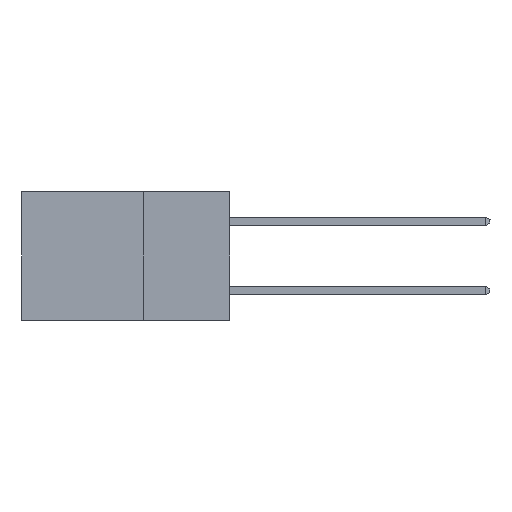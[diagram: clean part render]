
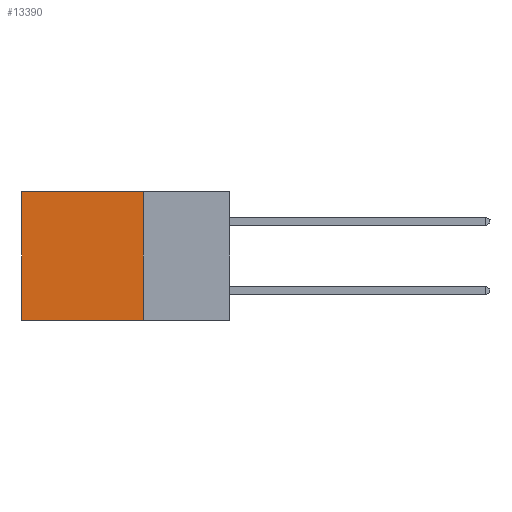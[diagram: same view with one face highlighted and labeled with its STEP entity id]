
A CAD part, left-side view. The second image highlights one B-rep face of the part: STEP entity #13390.
In plain terms, the highlighted planar face has unit normal (-1, 0, 0).
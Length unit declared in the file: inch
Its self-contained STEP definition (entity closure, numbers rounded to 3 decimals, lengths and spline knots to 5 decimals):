
#92 = DIRECTION ( 'NONE',  ( 0., 1., 0. ) ) ;
#2201 = CARTESIAN_POINT ( 'NONE',  ( 0.298, 0.25, 0. ) ) ;
#3896 = DIRECTION ( 'NONE',  ( 0., 1., 0. ) ) ;
#4482 = ORIENTED_EDGE ( 'NONE', *, *, #28419, .F. ) ;
#4622 = EDGE_CURVE ( 'NONE', #27846, #11922, #12520, .T. ) ;
#4646 = CARTESIAN_POINT ( 'NONE',  ( 0.298, 0.25, 0. ) ) ;
#5241 = CARTESIAN_POINT ( 'NONE',  ( 0.298, 0.25, 0. ) ) ;
#6032 = LINE ( 'NONE', #4646, #18252 ) ;
#7524 = LINE ( 'NONE', #17645, #19742 ) ;
#9968 = PLANE ( 'NONE',  #17247 ) ;
#10202 = ORIENTED_EDGE ( 'NONE', *, *, #4622, .T. ) ;
#11434 = DIRECTION ( 'NONE',  ( 0., 0., -1. ) ) ;
#11922 = VERTEX_POINT ( 'NONE', #12955 ) ;
#12520 = LINE ( 'NONE', #28047, #16467 ) ;
#12955 = CARTESIAN_POINT ( 'NONE',  ( 0.298, 0.6, -0.37 ) ) ;
#13390 = ADVANCED_FACE ( 'NONE', ( #14771 ), #9968, .F. ) ;
#14381 = ORIENTED_EDGE ( 'NONE', *, *, #20648, .T. ) ;
#14407 = VERTEX_POINT ( 'NONE', #22507 ) ;
#14616 = DIRECTION ( 'NONE',  ( 0., 0., -1. ) ) ;
#14771 = FACE_OUTER_BOUND ( 'NONE', #21415, .T. ) ;
#16385 = CARTESIAN_POINT ( 'NONE',  ( 0.298, 0.6, 0. ) ) ;
#16467 = VECTOR ( 'NONE', #28198, 39.37008 ) ;
#16591 = VECTOR ( 'NONE', #11434, 39.37008 ) ;
#17247 = AXIS2_PLACEMENT_3D ( 'NONE', #25834, #28048, #14616 ) ;
#17645 = CARTESIAN_POINT ( 'NONE',  ( 0.298, 0.25, -0.37 ) ) ;
#18252 = VECTOR ( 'NONE', #92, 39.37008 ) ;
#19691 = EDGE_CURVE ( 'NONE', #14407, #11922, #7524, .T. ) ;
#19742 = VECTOR ( 'NONE', #3896, 39.37008 ) ;
#20648 = EDGE_CURVE ( 'NONE', #25944, #27846, #6032, .T. ) ;
#21415 = EDGE_LOOP ( 'NONE', ( #10202, #24755, #4482, #14381 ) ) ;
#22507 = CARTESIAN_POINT ( 'NONE',  ( 0.298, 0.25, -0.37 ) ) ;
#22610 = LINE ( 'NONE', #2201, #16591 ) ;
#24755 = ORIENTED_EDGE ( 'NONE', *, *, #19691, .F. ) ;
#25834 = CARTESIAN_POINT ( 'NONE',  ( 0.298, 0.25, 0. ) ) ;
#25944 = VERTEX_POINT ( 'NONE', #5241 ) ;
#27846 = VERTEX_POINT ( 'NONE', #16385 ) ;
#28047 = CARTESIAN_POINT ( 'NONE',  ( 0.298, 0.6, 0. ) ) ;
#28048 = DIRECTION ( 'NONE',  ( 1., 0., 0. ) ) ;
#28198 = DIRECTION ( 'NONE',  ( 0., 0., -1. ) ) ;
#28419 = EDGE_CURVE ( 'NONE', #25944, #14407, #22610, .T. ) ;
